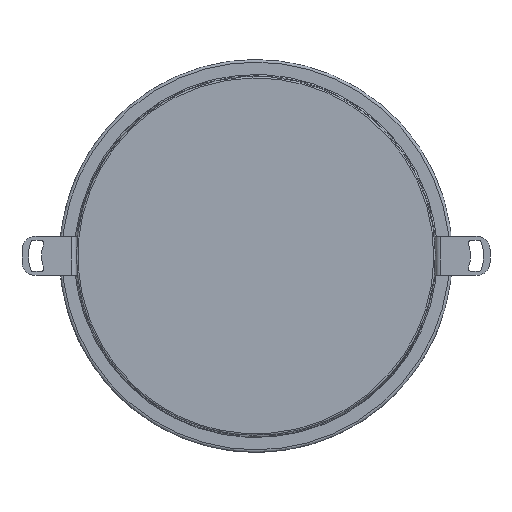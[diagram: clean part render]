
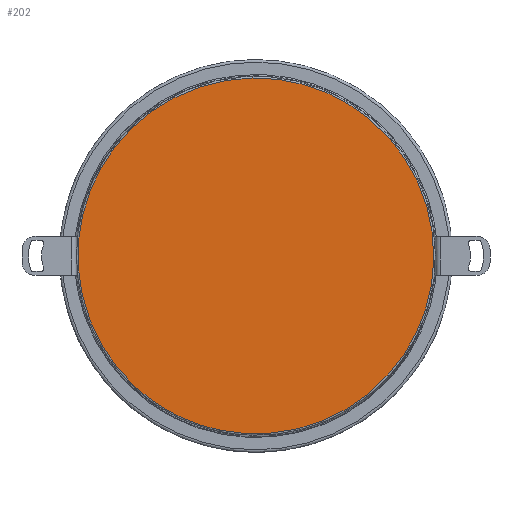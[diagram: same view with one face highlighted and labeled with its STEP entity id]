
A CAD part, top view. The second image highlights one B-rep face of the part: STEP entity #202.
In plain terms, the highlighted planar face has unit normal (0, 0, 1).
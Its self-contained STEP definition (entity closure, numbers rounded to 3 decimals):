
#202=ADVANCED_FACE('',(#416),#3139,.T.);
#416=FACE_OUTER_BOUND('',#628,.T.);
#628=EDGE_LOOP('',(#1539,#1540));
#1539=ORIENTED_EDGE('',*,*,#2099,.T.);
#1540=ORIENTED_EDGE('',*,*,#2082,.T.);
#2082=EDGE_CURVE('',#2923,#2924,#2300,.T.);
#2099=EDGE_CURVE('',#2924,#2923,#2311,.T.);
#2300=(
BOUNDED_CURVE()
B_SPLINE_CURVE(2,(#7450,#7451,#7452),.UNSPECIFIED.,.F.,.F.)
B_SPLINE_CURVE_WITH_KNOTS((3,3),(2.862,25.972),
 .UNSPECIFIED.)
CURVE()
GEOMETRIC_REPRESENTATION_ITEM()
RATIONAL_B_SPLINE_CURVE((1.,0.986,1.))
REPRESENTATION_ITEM('')
);
#2311=(
BOUNDED_CURVE()
B_SPLINE_CURVE(2,(#7561,#7562,#7563,#7564,#7565,#7566,#7567,#7568,#7569,
#7570,#7571),.UNSPECIFIED.,.F.,.F.)
B_SPLINE_CURVE_WITH_KNOTS((3,2,2,2,2,3),(25.972,127.775,
229.578,331.381,430.064,432.927),
 .UNSPECIFIED.)
CURVE()
GEOMETRIC_REPRESENTATION_ITEM()
RATIONAL_B_SPLINE_CURVE((1.,0.736,1.,0.736,1.,0.736,
1.,0.744,0.984,0.992,1.))
REPRESENTATION_ITEM('')
);
#2923=VERTEX_POINT('',#7417);
#2924=VERTEX_POINT('',#7418);
#3139=PLANE('',#3306);
#3306=AXIS2_PLACEMENT_3D('',#6781,#3389,$);
#3389=DIRECTION('',(0.,0.,1.));
#6781=CARTESIAN_POINT('',(-90.905,-81.445,-1.3));
#7417=CARTESIAN_POINT('',(-35.17,-58.833,-1.3));
#7418=CARTESIAN_POINT('',(-13.731,-67.162,-1.3));
#7450=CARTESIAN_POINT('',(-35.17,-58.833,-1.3));
#7451=CARTESIAN_POINT('',(-25.16,-64.823,-1.3));
#7452=CARTESIAN_POINT('',(-13.731,-67.162,-1.3));
#7561=CARTESIAN_POINT('',(-13.731,-67.162,-1.3));
#7562=CARTESIAN_POINT('',(47.932,-79.781,-1.3));
#7563=CARTESIAN_POINT('',(65.702,-19.401,-1.3));
#7564=CARTESIAN_POINT('',(83.471,40.98,-1.3));
#7565=CARTESIAN_POINT('',(24.803,63.774,-1.3));
#7566=CARTESIAN_POINT('',(-33.866,86.568,-1.3));
#7567=CARTESIAN_POINT('',(-61.522,30.028,-1.3));
#7568=CARTESIAN_POINT('',(-88.04,-24.184,-1.3));
#7569=CARTESIAN_POINT('',(-37.595,-57.312,-1.3));
#7570=CARTESIAN_POINT('',(-36.398,-58.098,-1.3));
#7571=CARTESIAN_POINT('',(-35.17,-58.833,-1.3));
